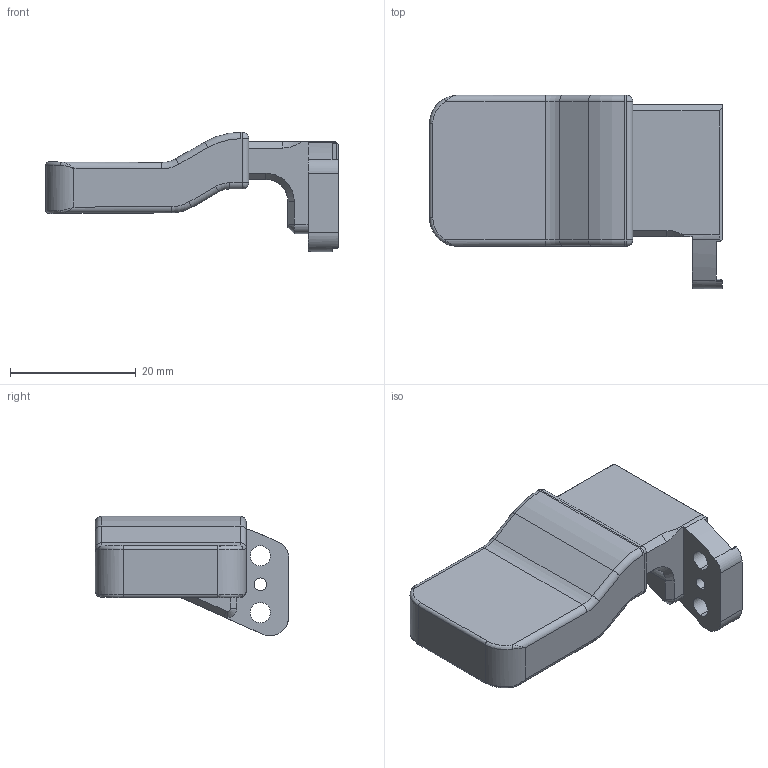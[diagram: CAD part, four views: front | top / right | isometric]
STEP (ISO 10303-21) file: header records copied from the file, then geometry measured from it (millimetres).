
FILE_DESCRIPTION (( 'STEP AP214' ), '1' );
FILE_NAME ('D-015-DOIGT_DÉCALÉ_CAOUTCHOUC.STEP', '2019-08-08T16:50:52', ( '' ), ( '' ), 'SwSTEP 2.0', 'SolidWorks 2019', '' );
FILE_SCHEMA (( 'AUTOMOTIVE_DESIGN' ));
Length unit declared in the file: millimetre
Products named in the file (1): D-015-DOIGT_D匚AL殳CAOUTCHOUC
Bounding box: 46.5 x 30.74 x 18.95 mm (x, y, z)
Volume: 9445.2 mm3; surface area: 7824.4 mm2
Topology: 2 solids, 2 shells, 367 faces, 913 edges, 527 vertices
Faces by surface type: cone 150, cylinder 123, plane 71, torus 10, bspline 9, sphere 4
Entity records: 11398 total; most frequent: CARTESIAN_POINT 2479, DIRECTION 1969, ORIENTED_EDGE 1810, EDGE_CURVE 905, AXIS2_PLACEMENT_3D 764, VERTEX_POINT 527, VECTOR 441, LINE 441
